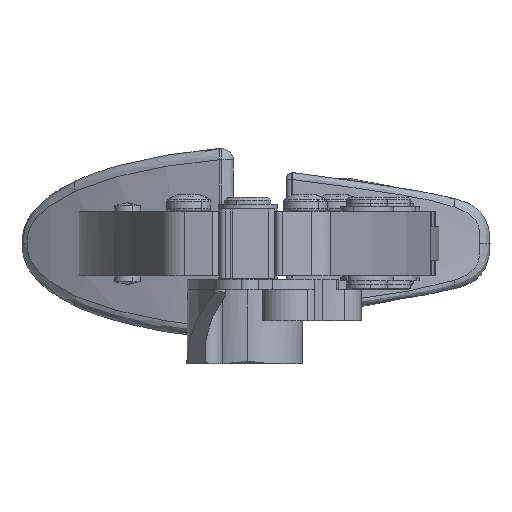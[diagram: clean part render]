
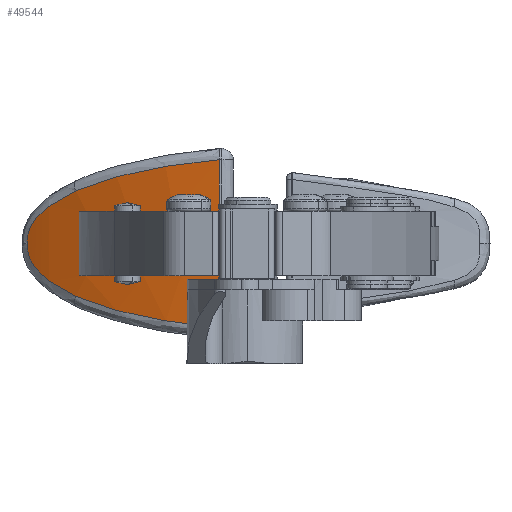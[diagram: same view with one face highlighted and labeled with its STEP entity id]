
A CAD part, left-side view. The second image highlights one B-rep face of the part: STEP entity #49544.
In plain terms, the highlighted cylindrical face has radius 95 mm (diameter 190 mm), a partial arc.
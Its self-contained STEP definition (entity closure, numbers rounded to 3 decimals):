
#49526=AXIS2_PLACEMENT_3D('Cylinder Axis2P3D',#49523,#49524,#49525) ;
#49530=AXIS2_PLACEMENT_3D('Circle Axis2P3D',#49528,#49529,$) ;
#1224=CARTESIAN_POINT('Vertex',(76.282,70.017,15.2)) ;
#1264=CARTESIAN_POINT('Vertex',(76.282,70.017,26.4)) ;
#1267=CARTESIAN_POINT('Line Origine',(76.282,70.017,25.4)) ;
#1303=CARTESIAN_POINT('Vertex',(68.129,46.915,35.34)) ;
#1306=CARTESIAN_POINT('Line Origine',(68.129,46.915,30.87)) ;
#1310=CARTESIAN_POINT('Vertex',(68.129,46.915,26.4)) ;
#8625=CARTESIAN_POINT('Vertex',(77.196,71.779,29.916)) ;
#8629=CARTESIAN_POINT('Control Point',(68.129,46.915,35.34)) ;
#8630=CARTESIAN_POINT('Control Point',(68.545,48.87,35.163)) ;
#8631=CARTESIAN_POINT('Control Point',(69.01,50.798,34.959)) ;
#8632=CARTESIAN_POINT('Control Point',(69.519,52.693,34.724)) ;
#8633=CARTESIAN_POINT('Control Point',(70.366,55.547,34.315)) ;
#8634=CARTESIAN_POINT('Control Point',(71.3,58.304,33.827)) ;
#8635=CARTESIAN_POINT('Control Point',(71.635,59.253,33.647)) ;
#8636=CARTESIAN_POINT('Control Point',(72.514,61.637,33.162)) ;
#8637=CARTESIAN_POINT('Control Point',(73.445,63.926,32.611)) ;
#8638=CARTESIAN_POINT('Control Point',(74.027,65.278,32.25)) ;
#8639=CARTESIAN_POINT('Control Point',(75.028,67.489,31.596)) ;
#8640=CARTESIAN_POINT('Control Point',(76.027,69.526,30.871)) ;
#8641=CARTESIAN_POINT('Control Point',(76.432,70.326,30.562)) ;
#8642=CARTESIAN_POINT('Control Point',(76.827,71.086,30.242)) ;
#8643=CARTESIAN_POINT('Control Point',(77.196,71.779,29.916)) ;
#12514=CARTESIAN_POINT('Vertex',(68.129,46.915,6.26)) ;
#12740=CARTESIAN_POINT('Line Origine',(68.129,46.915,10.73)) ;
#12744=CARTESIAN_POINT('Vertex',(68.129,46.915,15.2)) ;
#14450=CARTESIAN_POINT('Vertex',(77.196,71.779,11.684)) ;
#14454=CARTESIAN_POINT('Control Point',(77.196,71.779,11.684)) ;
#14455=CARTESIAN_POINT('Control Point',(77.878,73.058,12.286)) ;
#14456=CARTESIAN_POINT('Control Point',(78.547,74.256,12.914)) ;
#14457=CARTESIAN_POINT('Control Point',(79.192,75.361,13.571)) ;
#14458=CARTESIAN_POINT('Control Point',(79.989,76.678,14.487)) ;
#14459=CARTESIAN_POINT('Control Point',(80.66,77.749,15.453)) ;
#14460=CARTESIAN_POINT('Control Point',(80.819,78.001,15.697)) ;
#14461=CARTESIAN_POINT('Control Point',(81.462,79.009,16.758)) ;
#14462=CARTESIAN_POINT('Control Point',(81.922,79.703,17.876)) ;
#14463=CARTESIAN_POINT('Control Point',(82.151,80.042,18.752)) ;
#14464=CARTESIAN_POINT('Control Point',(82.274,80.224,19.725)) ;
#14465=CARTESIAN_POINT('Control Point',(82.272,80.221,20.8)) ;
#14466=CARTESIAN_POINT('Vertex',(82.272,80.221,20.8)) ;
#38743=CARTESIAN_POINT('Control Point',(68.129,46.915,6.26)) ;
#38744=CARTESIAN_POINT('Control Point',(68.545,48.87,6.437)) ;
#38745=CARTESIAN_POINT('Control Point',(69.01,50.798,6.641)) ;
#38746=CARTESIAN_POINT('Control Point',(69.519,52.693,6.876)) ;
#38747=CARTESIAN_POINT('Control Point',(70.366,55.547,7.285)) ;
#38748=CARTESIAN_POINT('Control Point',(71.3,58.304,7.773)) ;
#38749=CARTESIAN_POINT('Control Point',(71.635,59.253,7.953)) ;
#38750=CARTESIAN_POINT('Control Point',(72.514,61.637,8.438)) ;
#38751=CARTESIAN_POINT('Control Point',(73.445,63.926,8.989)) ;
#38752=CARTESIAN_POINT('Control Point',(74.027,65.278,9.35)) ;
#38753=CARTESIAN_POINT('Control Point',(75.028,67.489,10.004)) ;
#38754=CARTESIAN_POINT('Control Point',(76.027,69.526,10.729)) ;
#38755=CARTESIAN_POINT('Control Point',(76.432,70.326,11.038)) ;
#38756=CARTESIAN_POINT('Control Point',(76.827,71.086,11.358)) ;
#38757=CARTESIAN_POINT('Control Point',(77.196,71.779,11.684)) ;
#41248=CARTESIAN_POINT('Control Point',(77.196,71.779,29.916)) ;
#41249=CARTESIAN_POINT('Control Point',(77.799,72.909,29.384)) ;
#41250=CARTESIAN_POINT('Control Point',(78.391,73.976,28.832)) ;
#41251=CARTESIAN_POINT('Control Point',(78.966,74.972,28.257)) ;
#41252=CARTESIAN_POINT('Control Point',(79.79,76.354,27.348)) ;
#41253=CARTESIAN_POINT('Control Point',(80.502,77.499,26.386)) ;
#41254=CARTESIAN_POINT('Control Point',(80.73,77.862,26.05)) ;
#41255=CARTESIAN_POINT('Control Point',(81.437,78.972,24.906)) ;
#41256=CARTESIAN_POINT('Control Point',(81.93,79.714,23.696)) ;
#41257=CARTESIAN_POINT('Control Point',(82.154,80.046,22.825)) ;
#41258=CARTESIAN_POINT('Control Point',(82.274,80.224,21.864)) ;
#41259=CARTESIAN_POINT('Control Point',(82.272,80.221,20.8)) ;
#43801=CARTESIAN_POINT('Control Point',(76.282,70.017,15.2)) ;
#43802=CARTESIAN_POINT('Control Point',(74.063,65.634,15.2)) ;
#43803=CARTESIAN_POINT('Control Point',(72.127,61.106,15.2)) ;
#43804=CARTESIAN_POINT('Control Point',(70.488,56.46,15.2)) ;
#43805=CARTESIAN_POINT('Control Point',(69.153,51.721,15.2)) ;
#43806=CARTESIAN_POINT('Control Point',(68.129,46.915,15.2)) ;
#49523=CARTESIAN_POINT('Axis2P3D Location',(161.043,27.115,20.8)) ;
#49528=CARTESIAN_POINT('Axis2P3D Location',(161.043,27.115,26.4)) ;
#1268=DIRECTION('Vector Direction',(0.,0.,-1.)) ;
#1307=DIRECTION('Vector Direction',(0.,0.,1.)) ;
#12741=DIRECTION('Vector Direction',(0.,0.,1.)) ;
#49524=DIRECTION('Axis2P3D Direction',(0.,0.,1.)) ;
#49525=DIRECTION('Axis2P3D XDirection',(-0.769,0.64,0.)) ;
#49529=DIRECTION('Axis2P3D Direction',(0.,0.,1.)) ;
#1269=VECTOR('Line Direction',#1268,1.) ;
#1308=VECTOR('Line Direction',#1307,1.) ;
#12742=VECTOR('Line Direction',#12741,1.) ;
#49534=ORIENTED_EDGE('',*,*,#1312,.T.) ;
#49535=ORIENTED_EDGE('',*,*,#8644,.F.) ;
#49536=ORIENTED_EDGE('',*,*,#41260,.F.) ;
#49537=ORIENTED_EDGE('',*,*,#14468,.F.) ;
#49538=ORIENTED_EDGE('',*,*,#38758,.F.) ;
#49539=ORIENTED_EDGE('',*,*,#12746,.T.) ;
#49540=ORIENTED_EDGE('',*,*,#43807,.T.) ;
#49541=ORIENTED_EDGE('',*,*,#1271,.F.) ;
#49542=ORIENTED_EDGE('',*,*,#49532,.F.) ;
#49544=ADVANCED_FACE('Hauptk\X2\00F6\X0\rper',(#49543),#49527,.T.) ;
#8628=B_SPLINE_CURVE_WITH_KNOTS('',5,(#8629,#8630,#8631,#8632,#8633,#8634,#8635,#8636,#8637,#8638,#8639,#8640,#8641,#8642,#8643),.UNSPECIFIED.,.F.,.U.,(6,3,3,3,6),(93.928,103.23,108.205,115.926,121.296),.UNSPECIFIED.) ;
#14453=B_SPLINE_CURVE_WITH_KNOTS('',5,(#14454,#14455,#14456,#14457,#14458,#14459,#14460,#14461,#14462,#14463,#14464,#14465),.UNSPECIFIED.,.F.,.U.,(6,3,3,6),(105.64,112.154,114.317,121.463),.UNSPECIFIED.) ;
#38742=B_SPLINE_CURVE_WITH_KNOTS('',5,(#38743,#38744,#38745,#38746,#38747,#38748,#38749,#38750,#38751,#38752,#38753,#38754,#38755,#38756,#38757),.UNSPECIFIED.,.F.,.U.,(6,3,3,3,6),(93.928,103.23,108.205,115.926,121.296),.UNSPECIFIED.) ;
#41247=B_SPLINE_CURVE_WITH_KNOTS('',5,(#41248,#41249,#41250,#41251,#41252,#41253,#41254,#41255,#41256,#41257,#41258,#41259),.UNSPECIFIED.,.F.,.U.,(6,3,3,6),(105.635,111.388,114.386,121.454),.UNSPECIFIED.) ;
#43800=B_SPLINE_CURVE_WITH_KNOTS('',5,(#43801,#43802,#43803,#43804,#43805,#43806),.UNSPECIFIED.,.F.,.U.,(6,6),(0.,34.767),.UNSPECIFIED.) ;
#49531=CIRCLE('generated circle',#49530,95.) ;
#49527=CYLINDRICAL_SURFACE('generated cylinder',#49526,95.) ;
#1271=EDGE_CURVE('',#1265,#1225,#1270,.T.) ;
#1312=EDGE_CURVE('',#1311,#1304,#1309,.T.) ;
#8644=EDGE_CURVE('',#8626,#1304,#8628,.F.) ;
#12746=EDGE_CURVE('',#12515,#12745,#12743,.T.) ;
#14468=EDGE_CURVE('',#14451,#14467,#14453,.T.) ;
#38758=EDGE_CURVE('',#12515,#14451,#38742,.T.) ;
#41260=EDGE_CURVE('',#14467,#8626,#41247,.F.) ;
#43807=EDGE_CURVE('',#12745,#1225,#43800,.F.) ;
#49532=EDGE_CURVE('',#1311,#1265,#49531,.F.) ;
#49533=EDGE_LOOP('',(#49534,#49535,#49536,#49537,#49538,#49539,#49540,#49541,#49542)) ;
#49543=FACE_OUTER_BOUND('',#49533,.T.) ;
#1270=LINE('Line',#1267,#1269) ;
#1309=LINE('Line',#1306,#1308) ;
#12743=LINE('Line',#12740,#12742) ;
#1225=VERTEX_POINT('',#1224) ;
#1265=VERTEX_POINT('',#1264) ;
#1304=VERTEX_POINT('',#1303) ;
#1311=VERTEX_POINT('',#1310) ;
#8626=VERTEX_POINT('',#8625) ;
#12515=VERTEX_POINT('',#12514) ;
#12745=VERTEX_POINT('',#12744) ;
#14451=VERTEX_POINT('',#14450) ;
#14467=VERTEX_POINT('',#14466) ;
